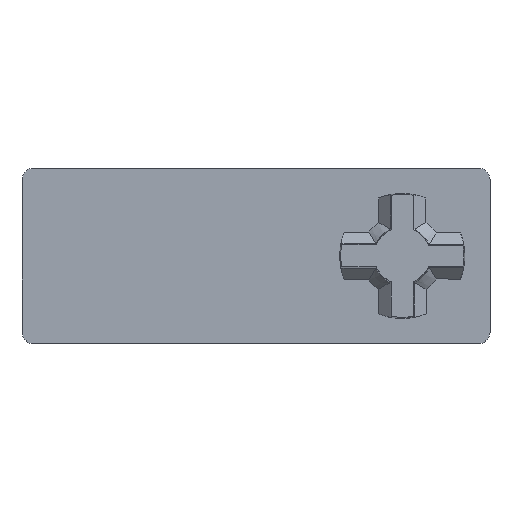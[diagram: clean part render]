
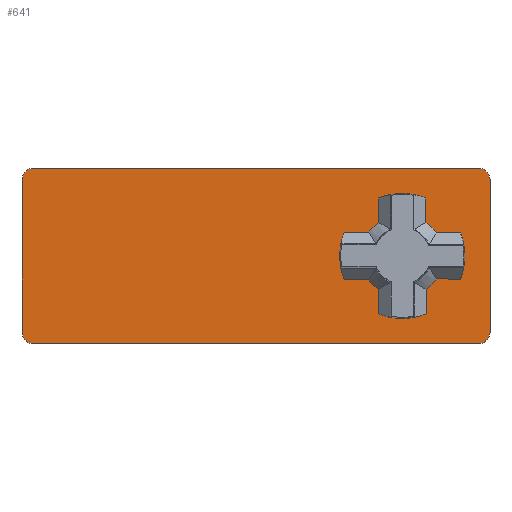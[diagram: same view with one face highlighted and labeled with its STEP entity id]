
A CAD part, top view. The second image highlights one B-rep face of the part: STEP entity #641.
In plain terms, the highlighted planar face has unit normal (0, 0, 1).
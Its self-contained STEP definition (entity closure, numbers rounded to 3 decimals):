
#35=FACE_BOUND('',#119,.T.);
#37=CIRCLE('',#695,7.);
#38=CIRCLE('',#699,2.);
#39=CIRCLE('',#700,2.);
#40=CIRCLE('',#701,2.);
#41=CIRCLE('',#702,2.);
#42=CIRCLE('',#703,10.7);
#43=CIRCLE('',#704,10.7);
#44=CIRCLE('',#705,7.);
#45=CIRCLE('',#706,10.7);
#46=CIRCLE('',#707,7.);
#47=CIRCLE('',#708,10.7);
#48=CIRCLE('',#709,7.);
#79=FACE_OUTER_BOUND('',#118,.T.);
#118=EDGE_LOOP('',(#427,#428,#429,#430,#431,#432,#433,#434));
#119=EDGE_LOOP('',(#435,#436,#437,#438,#439,#440,#441,#442,#443,#444,#445,
#446,#447,#448,#449,#450));
#171=LINE('',#962,#211);
#174=LINE('',#985,#214);
#175=LINE('',#991,#215);
#176=LINE('',#995,#216);
#177=LINE('',#999,#217);
#178=LINE('',#1002,#218);
#179=LINE('',#1008,#219);
#180=LINE('',#1012,#220);
#181=LINE('',#1016,#221);
#182=LINE('',#1020,#222);
#183=LINE('',#1024,#223);
#184=LINE('',#1027,#224);
#211=VECTOR('',#770,10.);
#214=VECTOR('',#785,10.);
#215=VECTOR('',#790,10.);
#216=VECTOR('',#793,10.);
#217=VECTOR('',#796,10.);
#218=VECTOR('',#799,10.);
#219=VECTOR('',#804,10.);
#220=VECTOR('',#807,10.);
#221=VECTOR('',#810,10.);
#222=VECTOR('',#813,10.);
#223=VECTOR('',#816,10.);
#224=VECTOR('',#819,10.);
#251=VERTEX_POINT('',#960);
#252=VERTEX_POINT('',#961);
#256=VERTEX_POINT('',#974);
#258=VERTEX_POINT('',#983);
#259=VERTEX_POINT('',#987);
#260=VERTEX_POINT('',#988);
#261=VERTEX_POINT('',#990);
#262=VERTEX_POINT('',#992);
#263=VERTEX_POINT('',#994);
#264=VERTEX_POINT('',#996);
#265=VERTEX_POINT('',#998);
#266=VERTEX_POINT('',#1000);
#267=VERTEX_POINT('',#1003);
#268=VERTEX_POINT('',#1005);
#269=VERTEX_POINT('',#1007);
#270=VERTEX_POINT('',#1009);
#271=VERTEX_POINT('',#1011);
#272=VERTEX_POINT('',#1013);
#273=VERTEX_POINT('',#1015);
#274=VERTEX_POINT('',#1017);
#275=VERTEX_POINT('',#1019);
#276=VERTEX_POINT('',#1021);
#277=VERTEX_POINT('',#1023);
#278=VERTEX_POINT('',#1025);
#315=EDGE_CURVE('',#251,#252,#171,.T.);
#321=EDGE_CURVE('',#256,#251,#37,.T.);
#324=EDGE_CURVE('',#258,#256,#174,.T.);
#325=EDGE_CURVE('',#259,#260,#38,.T.);
#326=EDGE_CURVE('',#259,#261,#175,.T.);
#327=EDGE_CURVE('',#262,#261,#39,.T.);
#328=EDGE_CURVE('',#262,#263,#176,.T.);
#329=EDGE_CURVE('',#264,#263,#40,.T.);
#330=EDGE_CURVE('',#264,#265,#177,.T.);
#331=EDGE_CURVE('',#266,#265,#41,.T.);
#332=EDGE_CURVE('',#266,#260,#178,.T.);
#333=EDGE_CURVE('',#267,#252,#42,.T.);
#334=EDGE_CURVE('',#258,#268,#43,.T.);
#335=EDGE_CURVE('',#269,#268,#179,.T.);
#336=EDGE_CURVE('',#270,#269,#44,.T.);
#337=EDGE_CURVE('',#271,#270,#180,.T.);
#338=EDGE_CURVE('',#271,#272,#45,.T.);
#339=EDGE_CURVE('',#273,#272,#181,.T.);
#340=EDGE_CURVE('',#274,#273,#46,.T.);
#341=EDGE_CURVE('',#275,#274,#182,.T.);
#342=EDGE_CURVE('',#275,#276,#47,.T.);
#343=EDGE_CURVE('',#277,#276,#183,.T.);
#344=EDGE_CURVE('',#278,#277,#48,.T.);
#345=EDGE_CURVE('',#267,#278,#184,.T.);
#427=ORIENTED_EDGE('',*,*,#325,.F.);
#428=ORIENTED_EDGE('',*,*,#326,.T.);
#429=ORIENTED_EDGE('',*,*,#327,.F.);
#430=ORIENTED_EDGE('',*,*,#328,.T.);
#431=ORIENTED_EDGE('',*,*,#329,.F.);
#432=ORIENTED_EDGE('',*,*,#330,.T.);
#433=ORIENTED_EDGE('',*,*,#331,.F.);
#434=ORIENTED_EDGE('',*,*,#332,.T.);
#435=ORIENTED_EDGE('',*,*,#333,.T.);
#436=ORIENTED_EDGE('',*,*,#315,.F.);
#437=ORIENTED_EDGE('',*,*,#321,.F.);
#438=ORIENTED_EDGE('',*,*,#324,.F.);
#439=ORIENTED_EDGE('',*,*,#334,.T.);
#440=ORIENTED_EDGE('',*,*,#335,.F.);
#441=ORIENTED_EDGE('',*,*,#336,.F.);
#442=ORIENTED_EDGE('',*,*,#337,.F.);
#443=ORIENTED_EDGE('',*,*,#338,.T.);
#444=ORIENTED_EDGE('',*,*,#339,.F.);
#445=ORIENTED_EDGE('',*,*,#340,.F.);
#446=ORIENTED_EDGE('',*,*,#341,.F.);
#447=ORIENTED_EDGE('',*,*,#342,.T.);
#448=ORIENTED_EDGE('',*,*,#343,.F.);
#449=ORIENTED_EDGE('',*,*,#344,.F.);
#450=ORIENTED_EDGE('',*,*,#345,.F.);
#617=PLANE('',#698);
#641=ADVANCED_FACE('',(#79,#35),#617,.T.);
#695=AXIS2_PLACEMENT_3D('',#979,#778,#779);
#698=AXIS2_PLACEMENT_3D('',#986,#786,#787);
#699=AXIS2_PLACEMENT_3D('',#989,#788,#789);
#700=AXIS2_PLACEMENT_3D('',#993,#791,#792);
#701=AXIS2_PLACEMENT_3D('',#997,#794,#795);
#702=AXIS2_PLACEMENT_3D('',#1001,#797,#798);
#703=AXIS2_PLACEMENT_3D('',#1004,#800,#801);
#704=AXIS2_PLACEMENT_3D('',#1006,#802,#803);
#705=AXIS2_PLACEMENT_3D('',#1010,#805,#806);
#706=AXIS2_PLACEMENT_3D('',#1014,#808,#809);
#707=AXIS2_PLACEMENT_3D('',#1018,#811,#812);
#708=AXIS2_PLACEMENT_3D('',#1022,#814,#815);
#709=AXIS2_PLACEMENT_3D('',#1026,#817,#818);
#770=DIRECTION('',(-0.002,-1.,0.));
#778=DIRECTION('center_axis',(0.,0.,1.));
#779=DIRECTION('ref_axis',(-1.,0.,0.));
#785=DIRECTION('',(1.,0.002,0.));
#786=DIRECTION('center_axis',(0.,0.,1.));
#787=DIRECTION('ref_axis',(1.,0.,0.));
#788=DIRECTION('center_axis',(0.,0.,-1.));
#789=DIRECTION('ref_axis',(-0.707,0.707,0.));
#790=DIRECTION('',(0.,-1.,0.));
#791=DIRECTION('center_axis',(0.,0.,-1.));
#792=DIRECTION('ref_axis',(-0.707,-0.707,0.));
#793=DIRECTION('',(1.,0.,0.));
#794=DIRECTION('center_axis',(0.,0.,-1.));
#795=DIRECTION('ref_axis',(0.707,-0.707,0.));
#796=DIRECTION('',(0.,1.,0.));
#797=DIRECTION('center_axis',(0.,0.,-1.));
#798=DIRECTION('ref_axis',(0.707,0.707,0.));
#799=DIRECTION('',(-1.,0.,0.));
#800=DIRECTION('center_axis',(0.,0.,-1.));
#801=DIRECTION('ref_axis',(1.,0.,0.));
#802=DIRECTION('center_axis',(0.,0.,-1.));
#803=DIRECTION('ref_axis',(1.,0.,0.));
#804=DIRECTION('',(-1.,0.002,0.));
#805=DIRECTION('center_axis',(0.,0.,1.));
#806=DIRECTION('ref_axis',(-1.,0.,0.));
#807=DIRECTION('',(0.002,-1.,0.));
#808=DIRECTION('center_axis',(0.,0.,-1.));
#809=DIRECTION('ref_axis',(1.,0.,0.));
#810=DIRECTION('',(0.002,1.,0.));
#811=DIRECTION('center_axis',(0.,0.,1.));
#812=DIRECTION('ref_axis',(1.,0.,0.));
#813=DIRECTION('',(-1.,-0.002,0.));
#814=DIRECTION('center_axis',(0.,0.,-1.));
#815=DIRECTION('ref_axis',(1.,0.,0.));
#816=DIRECTION('',(1.,-0.002,0.));
#817=DIRECTION('center_axis',(0.,0.,1.));
#818=DIRECTION('ref_axis',(1.,0.,0.));
#819=DIRECTION('',(-0.002,1.,0.));
#960=CARTESIAN_POINT('',(-4.07,-5.695,3.));
#961=CARTESIAN_POINT('',(-4.079,-9.892,3.));
#962=CARTESIAN_POINT('',(-4.069,-5.267,3.));
#974=CARTESIAN_POINT('',(-5.689,-4.079,3.));
#979=CARTESIAN_POINT('Origin',(0.,0.,
3.));
#983=CARTESIAN_POINT('',(-9.888,-4.088,3.));
#985=CARTESIAN_POINT('',(-14.768,-4.098,3.));
#986=CARTESIAN_POINT('Origin',(-25.,0.,3.));
#987=CARTESIAN_POINT('',(-65.,13.,3.));
#988=CARTESIAN_POINT('',(-63.,15.,3.));
#989=CARTESIAN_POINT('Origin',(-63.,13.,3.));
#990=CARTESIAN_POINT('',(-65.,-13.,3.));
#991=CARTESIAN_POINT('',(-65.,15.,3.));
#992=CARTESIAN_POINT('',(-63.,-15.,3.));
#993=CARTESIAN_POINT('Origin',(-63.,-13.,3.));
#994=CARTESIAN_POINT('',(13.,-15.,3.));
#995=CARTESIAN_POINT('',(-65.,-15.,3.));
#996=CARTESIAN_POINT('',(15.,-13.,3.));
#997=CARTESIAN_POINT('Origin',(13.,-13.,3.));
#998=CARTESIAN_POINT('',(15.,13.,3.));
#999=CARTESIAN_POINT('',(15.,-15.,3.));
#1000=CARTESIAN_POINT('',(13.,15.,3.));
#1001=CARTESIAN_POINT('Origin',(13.,13.,3.));
#1002=CARTESIAN_POINT('',(15.,15.,3.));
#1003=CARTESIAN_POINT('',(4.079,-9.892,3.));
#1004=CARTESIAN_POINT('Origin',(0.,0.,3.));
#1005=CARTESIAN_POINT('',(-9.888,4.088,3.));
#1006=CARTESIAN_POINT('Origin',(0.,0.,3.));
#1007=CARTESIAN_POINT('',(-5.689,4.079,3.));
#1008=CARTESIAN_POINT('',(-17.741,4.104,3.));
#1009=CARTESIAN_POINT('',(-4.016,5.734,3.));
#1010=CARTESIAN_POINT('Origin',(0.,0.,
3.));
#1011=CARTESIAN_POINT('',(-4.024,9.915,3.));
#1012=CARTESIAN_POINT('',(-4.009,2.307,3.));
#1013=CARTESIAN_POINT('',(4.024,9.915,3.));
#1014=CARTESIAN_POINT('Origin',(0.,0.,3.));
#1015=CARTESIAN_POINT('',(4.016,5.734,3.));
#1016=CARTESIAN_POINT('',(4.015,5.223,3.));
#1017=CARTESIAN_POINT('',(5.792,3.93,3.));
#1018=CARTESIAN_POINT('Origin',(0.,0.,
3.));
#1019=CARTESIAN_POINT('',(9.949,3.938,3.));
#1020=CARTESIAN_POINT('',(-10.199,3.9,3.));
#1021=CARTESIAN_POINT('',(9.949,-3.938,3.));
#1022=CARTESIAN_POINT('Origin',(0.,0.,3.));
#1023=CARTESIAN_POINT('',(5.792,-3.93,3.));
#1024=CARTESIAN_POINT('',(-7.244,-3.906,3.));
#1025=CARTESIAN_POINT('',(4.07,-5.695,3.));
#1026=CARTESIAN_POINT('Origin',(0.,0.,
3.));
#1027=CARTESIAN_POINT('',(4.063,-2.245,3.));
